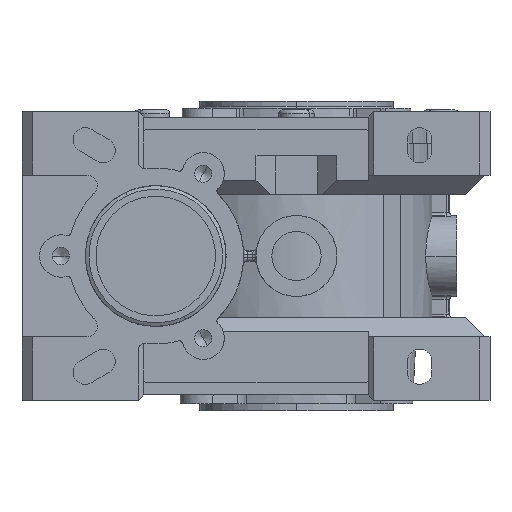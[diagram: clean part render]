
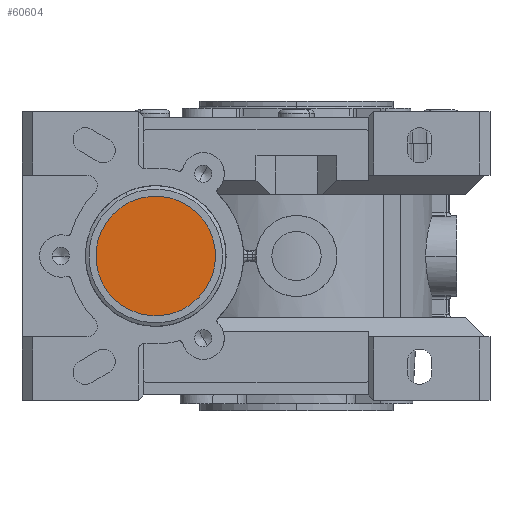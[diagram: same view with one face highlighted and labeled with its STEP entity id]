
A CAD part, left-side view. The second image highlights one B-rep face of the part: STEP entity #60604.
In plain terms, the highlighted face is planar.
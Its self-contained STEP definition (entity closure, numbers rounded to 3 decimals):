
#60116=CARTESIAN_POINT('',(5.348,4.007,0.5));
#60117=VERTEX_POINT('',#60116);
#60126=CARTESIAN_POINT('',(-28.652,4.007,0.5));
#60127=VERTEX_POINT('',#60126);
#60128=CARTESIAN_POINT('',(-11.652,4.007,0.5));
#60129=DIRECTION('',(0.0,0.0,-1.0));
#60130=DIRECTION('',(1.0,0.0,0.0));
#60131=AXIS2_PLACEMENT_3D('',#60128,#60129,#60130);
#60132=CIRCLE('',#60131,17.0);
#60133=EDGE_CURVE('',#60127,#60117,#60132,.T.);
#60585=CARTESIAN_POINT('',(-11.652,4.007,0.5));
#60586=DIRECTION('',(0.0,0.0,-1.0));
#60587=DIRECTION('',(1.0,0.0,0.0));
#60588=AXIS2_PLACEMENT_3D('',#60585,#60586,#60587);
#60589=CIRCLE('',#60588,17.0);
#60590=EDGE_CURVE('',#60117,#60127,#60589,.T.);
#60595=CARTESIAN_POINT('',(-11.652,4.007,0.5));
#60596=DIRECTION('',(0.0,0.0,1.0));
#60597=DIRECTION('',(1.0,0.0,0.0));
#60598=AXIS2_PLACEMENT_3D('',#60595,#60596,#60597);
#60599=PLANE('',#60598);
#60600=ORIENTED_EDGE('',*,*,#60133,.T.);
#60601=ORIENTED_EDGE('',*,*,#60590,.T.);
#60602=EDGE_LOOP('',(#60600,#60601));
#60603=FACE_OUTER_BOUND('',#60602,.T.);
#60604=ADVANCED_FACE('',(#60603),#60599,.F.);
